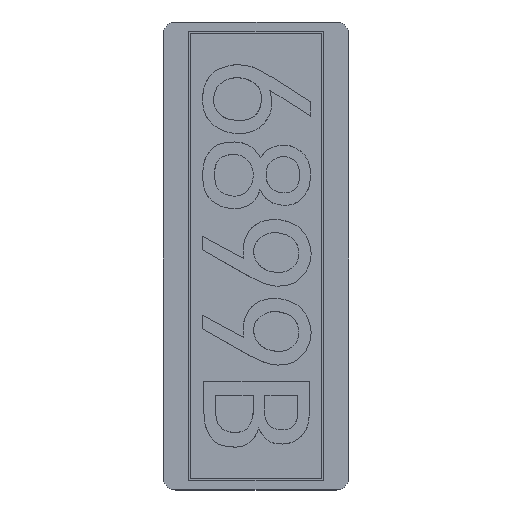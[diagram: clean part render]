
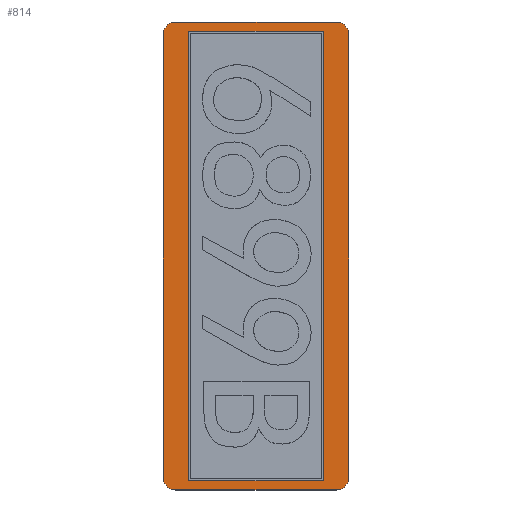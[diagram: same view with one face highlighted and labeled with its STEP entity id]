
A CAD part, top view. The second image highlights one B-rep face of the part: STEP entity #814.
In plain terms, the highlighted planar face has unit normal (0, 0, 1).
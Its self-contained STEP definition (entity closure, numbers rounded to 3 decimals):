
#3 = CIRCLE ( 'NONE', #173, 3. ) ;
#23 = CARTESIAN_POINT ( 'NONE',  ( -14.78, -49.38, 3.86 ) ) ;
#74 = VERTEX_POINT ( 'NONE', #1217 ) ;
#173 = AXIS2_PLACEMENT_3D ( 'NONE', #1136, #2704, #1854 ) ;
#184 = DIRECTION ( 'NONE',  ( 0., -1., 0. ) ) ;
#193 = CARTESIAN_POINT ( 'NONE',  ( 20.22, -54.071, 3.86 ) ) ;
#232 = VERTEX_POINT ( 'NONE', #2119 ) ;
#368 = DIRECTION ( 'NONE',  ( -1., 0., 0. ) ) ;
#377 = ORIENTED_EDGE ( 'NONE', *, *, #2676, .T. ) ;
#456 = LINE ( 'NONE', #1982, #1673 ) ;
#476 = CARTESIAN_POINT ( 'NONE',  ( 17.22, 54.67, 3.86 ) ) ;
#481 = DIRECTION ( 'NONE',  ( 0., -1., 0. ) ) ;
#488 = EDGE_CURVE ( 'NONE', #4120, #616, #3720, .T. ) ;
#529 = DIRECTION ( 'NONE',  ( 0., 0., 1. ) ) ;
#616 = VERTEX_POINT ( 'NONE', #2350 ) ;
#745 = LINE ( 'NONE', #3117, #1654 ) ;
#814 = ADVANCED_FACE ( 'NONE', ( #3587, #3915 ), #4709, .F. ) ;
#833 = AXIS2_PLACEMENT_3D ( 'NONE', #849, #4732, #4300 ) ;
#840 = EDGE_CURVE ( 'NONE', #4058, #74, #1898, .T. ) ;
#849 = CARTESIAN_POINT ( 'NONE',  ( -24.18, -49.38, 3.86 ) ) ;
#930 = LINE ( 'NONE', #2822, #3212 ) ;
#936 = EDGE_CURVE ( 'NONE', #3840, #3484, #4419, .T. ) ;
#1000 = ORIENTED_EDGE ( 'NONE', *, *, #2880, .F. ) ;
#1136 = CARTESIAN_POINT ( 'NONE',  ( -17.78, -51.071, 3.86 ) ) ;
#1199 = DIRECTION ( 'NONE',  ( 0., 0., 1. ) ) ;
#1215 = LINE ( 'NONE', #23, #3644 ) ;
#1217 = CARTESIAN_POINT ( 'NONE',  ( 23.22, -51.071, 3.86 ) ) ;
#1261 = DIRECTION ( 'NONE',  ( 1., 0., 0. ) ) ;
#1264 = CARTESIAN_POINT ( 'NONE',  ( -17.78, 53.911, 3.86 ) ) ;
#1309 = CARTESIAN_POINT ( 'NONE',  ( 17.22, -49.38, 3.86 ) ) ;
#1326 = ORIENTED_EDGE ( 'NONE', *, *, #488, .T. ) ;
#1355 = CARTESIAN_POINT ( 'NONE',  ( 23.22, 53.911, 3.86 ) ) ;
#1533 = ORIENTED_EDGE ( 'NONE', *, *, #1858, .F. ) ;
#1654 = VECTOR ( 'NONE', #2254, 1000. ) ;
#1673 = VECTOR ( 'NONE', #3161, 1000. ) ;
#1799 = CARTESIAN_POINT ( 'NONE',  ( -20.78, -51.071, 3.86 ) ) ;
#1839 = VERTEX_POINT ( 'NONE', #4893 ) ;
#1854 = DIRECTION ( 'NONE',  ( -1., 0., 0. ) ) ;
#1858 = EDGE_CURVE ( 'NONE', #2396, #1839, #4040, .T. ) ;
#1861 = CARTESIAN_POINT ( 'NONE',  ( 17.22, -51.83, 3.86 ) ) ;
#1898 = CIRCLE ( 'NONE', #2795, 3. ) ;
#1982 = CARTESIAN_POINT ( 'NONE',  ( -20.78, 56.911, 3.86 ) ) ;
#2008 = AXIS2_PLACEMENT_3D ( 'NONE', #1264, #529, #2493 ) ;
#2119 = CARTESIAN_POINT ( 'NONE',  ( -17.78, -54.071, 3.86 ) ) ;
#2187 = LINE ( 'NONE', #1309, #3261 ) ;
#2206 = DIRECTION ( 'NONE',  ( -1., 0., 0. ) ) ;
#2254 = DIRECTION ( 'NONE',  ( 1., 0., 0. ) ) ;
#2267 = EDGE_LOOP ( 'NONE', ( #4126, #1326, #3651, #4019, #3354, #377, #4009, #3053 ) ) ;
#2350 = CARTESIAN_POINT ( 'NONE',  ( 20.22, 56.911, 3.86 ) ) ;
#2382 = VERTEX_POINT ( 'NONE', #4796 ) ;
#2396 = VERTEX_POINT ( 'NONE', #476 ) ;
#2493 = DIRECTION ( 'NONE',  ( -1., 0., 0. ) ) ;
#2551 = VECTOR ( 'NONE', #1261, 1000. ) ;
#2613 = LINE ( 'NONE', #4583, #3871 ) ;
#2659 = AXIS2_PLACEMENT_3D ( 'NONE', #3863, #3839, #368 ) ;
#2676 = EDGE_CURVE ( 'NONE', #2841, #232, #3, .T. ) ;
#2704 = DIRECTION ( 'NONE',  ( 0., 0., 1. ) ) ;
#2790 = VERTEX_POINT ( 'NONE', #3535 ) ;
#2795 = AXIS2_PLACEMENT_3D ( 'NONE', #3147, #1199, #3171 ) ;
#2822 = CARTESIAN_POINT ( 'NONE',  ( 23.22, 56.911, 3.86 ) ) ;
#2841 = VERTEX_POINT ( 'NONE', #1799 ) ;
#2863 = ORIENTED_EDGE ( 'NONE', *, *, #936, .F. ) ;
#2874 = DIRECTION ( 'NONE',  ( 0., 1., 0. ) ) ;
#2880 = EDGE_CURVE ( 'NONE', #3484, #2396, #2187, .T. ) ;
#3053 = ORIENTED_EDGE ( 'NONE', *, *, #840, .T. ) ;
#3117 = CARTESIAN_POINT ( 'NONE',  ( -20.78, -54.071, 3.86 ) ) ;
#3147 = CARTESIAN_POINT ( 'NONE',  ( 20.22, -51.071, 3.86 ) ) ;
#3161 = DIRECTION ( 'NONE',  ( -1., 0., 0. ) ) ;
#3171 = DIRECTION ( 'NONE',  ( -1., 0., 0. ) ) ;
#3212 = VECTOR ( 'NONE', #3228, 1000. ) ;
#3228 = DIRECTION ( 'NONE',  ( 0., 1., 0. ) ) ;
#3261 = VECTOR ( 'NONE', #2874, 1000. ) ;
#3354 = ORIENTED_EDGE ( 'NONE', *, *, #4297, .T. ) ;
#3364 = EDGE_CURVE ( 'NONE', #616, #2382, #456, .T. ) ;
#3389 = EDGE_CURVE ( 'NONE', #1839, #3840, #1215, .T. ) ;
#3431 = VECTOR ( 'NONE', #2206, 1000. ) ;
#3484 = VERTEX_POINT ( 'NONE', #1861 ) ;
#3535 = CARTESIAN_POINT ( 'NONE',  ( -20.78, 53.911, 3.86 ) ) ;
#3587 = FACE_BOUND ( 'NONE', #4647, .T. ) ;
#3644 = VECTOR ( 'NONE', #481, 1000. ) ;
#3651 = ORIENTED_EDGE ( 'NONE', *, *, #3364, .T. ) ;
#3720 = CIRCLE ( 'NONE', #2659, 3. ) ;
#3824 = EDGE_CURVE ( 'NONE', #232, #4058, #745, .T. ) ;
#3839 = DIRECTION ( 'NONE',  ( 0., 0., 1. ) ) ;
#3840 = VERTEX_POINT ( 'NONE', #3860 ) ;
#3860 = CARTESIAN_POINT ( 'NONE',  ( -14.78, -51.83, 3.86 ) ) ;
#3863 = CARTESIAN_POINT ( 'NONE',  ( 20.22, 53.911, 3.86 ) ) ;
#3871 = VECTOR ( 'NONE', #184, 1000. ) ;
#3873 = ORIENTED_EDGE ( 'NONE', *, *, #3389, .F. ) ;
#3915 = FACE_OUTER_BOUND ( 'NONE', #2267, .T. ) ;
#3976 = CIRCLE ( 'NONE', #2008, 3. ) ;
#4009 = ORIENTED_EDGE ( 'NONE', *, *, #3824, .T. ) ;
#4019 = ORIENTED_EDGE ( 'NONE', *, *, #4715, .T. ) ;
#4040 = LINE ( 'NONE', #4149, #3431 ) ;
#4058 = VERTEX_POINT ( 'NONE', #193 ) ;
#4120 = VERTEX_POINT ( 'NONE', #1355 ) ;
#4126 = ORIENTED_EDGE ( 'NONE', *, *, #4316, .T. ) ;
#4149 = CARTESIAN_POINT ( 'NONE',  ( -24.18, 54.67, 3.86 ) ) ;
#4297 = EDGE_CURVE ( 'NONE', #2790, #2841, #2613, .T. ) ;
#4300 = DIRECTION ( 'NONE',  ( 0., -1., 0. ) ) ;
#4316 = EDGE_CURVE ( 'NONE', #74, #4120, #930, .T. ) ;
#4419 = LINE ( 'NONE', #4716, #2551 ) ;
#4583 = CARTESIAN_POINT ( 'NONE',  ( -20.78, 56.911, 3.86 ) ) ;
#4647 = EDGE_LOOP ( 'NONE', ( #2863, #3873, #1533, #1000 ) ) ;
#4709 = PLANE ( 'NONE',  #833 ) ;
#4715 = EDGE_CURVE ( 'NONE', #2382, #2790, #3976, .T. ) ;
#4716 = CARTESIAN_POINT ( 'NONE',  ( -24.18, -51.83, 3.86 ) ) ;
#4732 = DIRECTION ( 'NONE',  ( 0., 0., -1. ) ) ;
#4796 = CARTESIAN_POINT ( 'NONE',  ( -17.78, 56.911, 3.86 ) ) ;
#4893 = CARTESIAN_POINT ( 'NONE',  ( -14.78, 54.67, 3.86 ) ) ;
